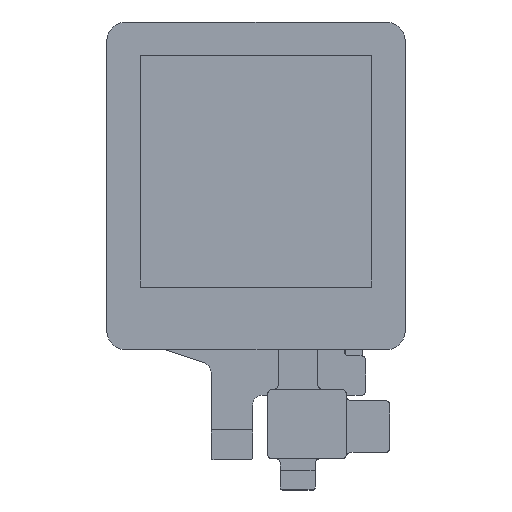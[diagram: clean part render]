
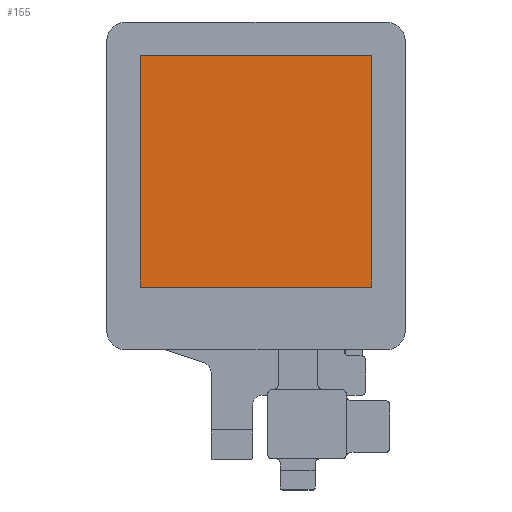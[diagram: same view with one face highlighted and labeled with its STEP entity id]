
A CAD part, top view. The second image highlights one B-rep face of the part: STEP entity #155.
In plain terms, the highlighted planar face has unit normal (0, 0, 1).
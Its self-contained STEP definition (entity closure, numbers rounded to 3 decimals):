
#155 = ADVANCED_FACE ( 'NONE', ( #1252 ), #4193, .T. ) ;
#167 = CARTESIAN_POINT ( 'NONE',  ( -13.119, 16.988, 3.005 ) ) ;
#194 = EDGE_CURVE ( 'NONE', #2925, #955, #3371, .T. ) ;
#341 = DIRECTION ( 'NONE',  ( 1., 0., 0. ) ) ;
#345 = VECTOR ( 'NONE', #1061, 1000. ) ;
#484 = LINE ( 'NONE', #2111, #2850 ) ;
#497 = ORIENTED_EDGE ( 'NONE', *, *, #194, .T. ) ;
#762 = CARTESIAN_POINT ( 'NONE',  ( 10.281, -6.412, 3.005 ) ) ;
#813 = VECTOR ( 'NONE', #3643, 1000. ) ;
#955 = VERTEX_POINT ( 'NONE', #4353 ) ;
#1061 = DIRECTION ( 'NONE',  ( 0., -1., 0. ) ) ;
#1244 = LINE ( 'NONE', #1571, #813 ) ;
#1252 = FACE_OUTER_BOUND ( 'NONE', #2534, .T. ) ;
#1460 = LINE ( 'NONE', #167, #3828 ) ;
#1522 = DIRECTION ( 'NONE',  ( -1., 0., 0. ) ) ;
#1571 = CARTESIAN_POINT ( 'NONE',  ( 10.281, 16.988, 3.005 ) ) ;
#1692 = CARTESIAN_POINT ( 'NONE',  ( 0., 0., 3.005 ) ) ;
#2086 = DIRECTION ( 'NONE',  ( 0., 0., 1. ) ) ;
#2104 = ORIENTED_EDGE ( 'NONE', *, *, #4427, .T. ) ;
#2111 = CARTESIAN_POINT ( 'NONE',  ( -13.119, -6.412, 3.005 ) ) ;
#2242 = EDGE_CURVE ( 'NONE', #3434, #2925, #1460, .T. ) ;
#2402 = CARTESIAN_POINT ( 'NONE',  ( -13.119, 16.988, 3.005 ) ) ;
#2418 = ORIENTED_EDGE ( 'NONE', *, *, #2242, .T. ) ;
#2534 = EDGE_LOOP ( 'NONE', ( #497, #2104, #4078, #2418 ) ) ;
#2642 = EDGE_CURVE ( 'NONE', #3162, #3434, #1244, .T. ) ;
#2850 = VECTOR ( 'NONE', #4499, 1000. ) ;
#2925 = VERTEX_POINT ( 'NONE', #3557 ) ;
#3125 = AXIS2_PLACEMENT_3D ( 'NONE', #1692, #2086, #341 ) ;
#3162 = VERTEX_POINT ( 'NONE', #762 ) ;
#3371 = LINE ( 'NONE', #2402, #345 ) ;
#3434 = VERTEX_POINT ( 'NONE', #4179 ) ;
#3557 = CARTESIAN_POINT ( 'NONE',  ( -13.119, 16.988, 3.005 ) ) ;
#3643 = DIRECTION ( 'NONE',  ( 0., 1., 0. ) ) ;
#3828 = VECTOR ( 'NONE', #1522, 1000. ) ;
#4078 = ORIENTED_EDGE ( 'NONE', *, *, #2642, .T. ) ;
#4179 = CARTESIAN_POINT ( 'NONE',  ( 10.281, 16.988, 3.005 ) ) ;
#4193 = PLANE ( 'NONE',  #3125 ) ;
#4353 = CARTESIAN_POINT ( 'NONE',  ( -13.119, -6.412, 3.005 ) ) ;
#4427 = EDGE_CURVE ( 'NONE', #955, #3162, #484, .T. ) ;
#4499 = DIRECTION ( 'NONE',  ( 1., 0., 0. ) ) ;
